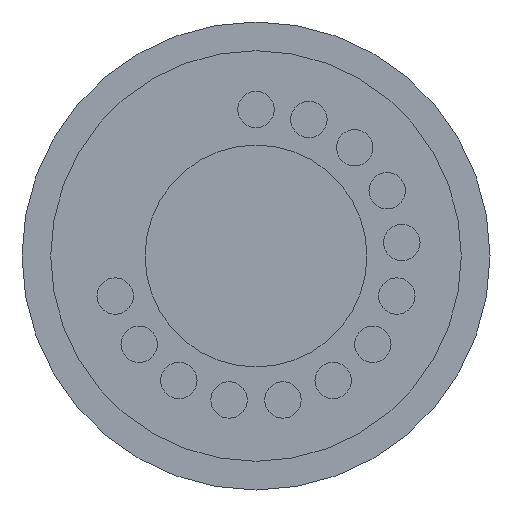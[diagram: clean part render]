
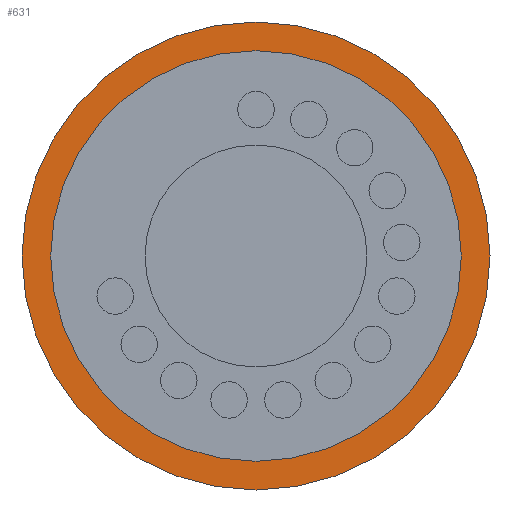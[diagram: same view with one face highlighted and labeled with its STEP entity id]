
A CAD part, front view. The second image highlights one B-rep face of the part: STEP entity #631.
In plain terms, the highlighted planar face has unit normal (0, -1, 0).
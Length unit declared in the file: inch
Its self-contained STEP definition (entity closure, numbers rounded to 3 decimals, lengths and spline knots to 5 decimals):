
#68 = CARTESIAN_POINT ( 'NONE',  ( 0., 0.101, 0. ) ) ;
#138 = PLANE ( 'NONE',  #1591 ) ;
#140 = ORIENTED_EDGE ( 'NONE', *, *, #644, .T. ) ;
#163 = ORIENTED_EDGE ( 'NONE', *, *, #470, .F. ) ;
#182 = CARTESIAN_POINT ( 'NONE',  ( 0., 0.101, 0.55 ) ) ;
#279 = VERTEX_POINT ( 'NONE', #1178 ) ;
#306 = CIRCLE ( 'NONE', #830, 0.4825 ) ;
#350 = DIRECTION ( 'NONE',  ( 0., 1., 0. ) ) ;
#374 = CIRCLE ( 'NONE', #817, 0.4825 ) ;
#397 = DIRECTION ( 'NONE',  ( 0., 1., 0. ) ) ;
#430 = DIRECTION ( 'NONE',  ( 0., 1., 0. ) ) ;
#470 = EDGE_CURVE ( 'NONE', #551, #279, #652, .T. ) ;
#472 = AXIS2_PLACEMENT_3D ( 'NONE', #1721, #397, #902 ) ;
#474 = EDGE_LOOP ( 'NONE', ( #898, #163 ) ) ;
#551 = VERTEX_POINT ( 'NONE', #182 ) ;
#631 = ADVANCED_FACE ( 'NONE', ( #1078, #1724 ), #138, .F. ) ;
#633 = VERTEX_POINT ( 'NONE', #1467 ) ;
#644 = EDGE_CURVE ( 'NONE', #821, #633, #374, .T. ) ;
#652 = CIRCLE ( 'NONE', #1567, 0.55 ) ;
#653 = CARTESIAN_POINT ( 'NONE',  ( 0., 0.101, 0. ) ) ;
#660 = DIRECTION ( 'NONE',  ( 0., 1., 0. ) ) ;
#680 = CARTESIAN_POINT ( 'NONE',  ( 0., 0.101, 0. ) ) ;
#748 = ORIENTED_EDGE ( 'NONE', *, *, #843, .T. ) ;
#817 = AXIS2_PLACEMENT_3D ( 'NONE', #653, #660, #1618 ) ;
#821 = VERTEX_POINT ( 'NONE', #1684 ) ;
#830 = AXIS2_PLACEMENT_3D ( 'NONE', #68, #350, #1695 ) ;
#843 = EDGE_CURVE ( 'NONE', #633, #821, #306, .T. ) ;
#878 = EDGE_LOOP ( 'NONE', ( #140, #748 ) ) ;
#898 = ORIENTED_EDGE ( 'NONE', *, *, #1176, .F. ) ;
#902 = DIRECTION ( 'NONE',  ( 0., 0., 1. ) ) ;
#1078 = FACE_BOUND ( 'NONE', #878, .T. ) ;
#1176 = EDGE_CURVE ( 'NONE', #279, #551, #1683, .T. ) ;
#1178 = CARTESIAN_POINT ( 'NONE',  ( 0., 0.101, -0.55 ) ) ;
#1213 = CARTESIAN_POINT ( 'NONE',  ( 0., 0.101, 0. ) ) ;
#1322 = DIRECTION ( 'NONE',  ( 0., 0., 1. ) ) ;
#1460 = DIRECTION ( 'NONE',  ( 0., 1., 0. ) ) ;
#1467 = CARTESIAN_POINT ( 'NONE',  ( 0., 0.101, 0.4825 ) ) ;
#1496 = DIRECTION ( 'NONE',  ( 0., 0., 1. ) ) ;
#1567 = AXIS2_PLACEMENT_3D ( 'NONE', #680, #430, #1496 ) ;
#1591 = AXIS2_PLACEMENT_3D ( 'NONE', #1213, #1460, #1322 ) ;
#1618 = DIRECTION ( 'NONE',  ( 0., 0., 1. ) ) ;
#1683 = CIRCLE ( 'NONE', #472, 0.55 ) ;
#1684 = CARTESIAN_POINT ( 'NONE',  ( 0., 0.101, -0.4825 ) ) ;
#1695 = DIRECTION ( 'NONE',  ( 0., 0., 1. ) ) ;
#1721 = CARTESIAN_POINT ( 'NONE',  ( 0., 0.101, 0. ) ) ;
#1724 = FACE_OUTER_BOUND ( 'NONE', #474, .T. ) ;
